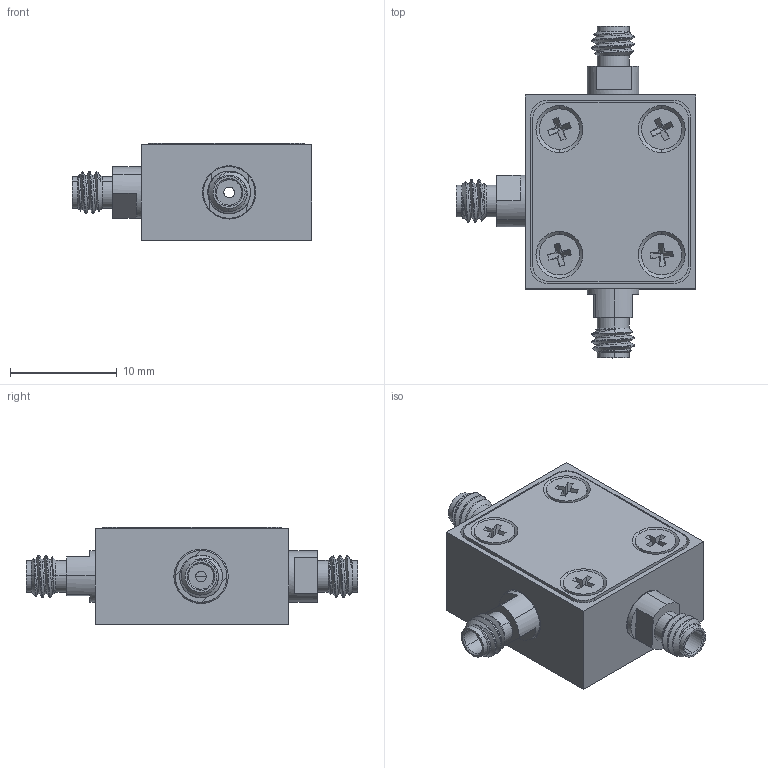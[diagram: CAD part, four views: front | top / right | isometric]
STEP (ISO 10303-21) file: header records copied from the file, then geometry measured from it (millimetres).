
FILE_DESCRIPTION (( 'STEP AP203' ), '1' );
FILE_NAME ('PE2CP1162_3D.step', '2022-08-08T16:45:52', ( '' ), ( '' ), 'SwSTEP 2.0', 'SolidWorks 2021', '' );
FILE_SCHEMA (( 'CONFIG_CONTROL_DESIGN' ));
Length unit declared in the file: inch
Products named in the file (12): 3-83705^3-83710_MN25110A(2)_PE2CP1162; PE2CP1162_3D; 3-83705^3-83706_MN25110A(2)_PE2CP1162; 3-83706^MN25110A(2)_PE2CP1162; MN25110A(2)^PE2CP1162; 3-83710^MN25110A(2)_PE2CP1162; 3-83711^MN25110A(2)_PE2CP1162_2; 3-83711^MN25110A(2)_PE2CP1162; 3-83705^3-83708_MN25110A(2)_PE2CP1162; 3-83708^MN25110A(2)_PE2CP1162; flat head screw_am_B18.6.7M - M2 x 0.4 x 4 Type I Cross Recessed FHMS --4N^MN25110A(2)_PE2CP1162; 3-83695^MN25110A(2)_PE2CP1162
Assembly tree (18 placements, depth 4):
  PE2CP1162_3D
    MN25110A(2)^PE2CP1162
      3-83706^MN25110A(2)_PE2CP1162
        3-83705^3-83706_MN25110A(2)_PE2CP1162
      3-83708^MN25110A(2)_PE2CP1162
        3-83705^3-83708_MN25110A(2)_PE2CP1162
      3-83710^MN25110A(2)_PE2CP1162
        3-83705^3-83710_MN25110A(2)_PE2CP1162
      3-83695^MN25110A(2)_PE2CP1162
      3-83711^MN25110A(2)_PE2CP1162_2
      flat head screw_am_B18.6.7M - M2 x 0.4 x 4 Type I Cross Recessed FHMS --4N^MN25110A(2)_PE2CP1162  x8
      3-83711^MN25110A(2)_PE2CP1162
Bounding box: 22.49 x 31.17 x 9.14 mm (x, y, z)
Volume: 2449.5 mm3; surface area: 4327.6 mm2
Topology: 14 solids, 14 shells, 671 faces, 1634 edges, 1035 vertices
Faces by surface type: plane 308, cylinder 204, cone 83, bspline 76
Entity records: 25906 total; most frequent: CARTESIAN_POINT 12092, ORIENTED_EDGE 2680, DIRECTION 2385, EDGE_CURVE 1340, VERTEX_POINT 867, AXIS2_PLACEMENT_3D 832, LINE 721, VECTOR 721
